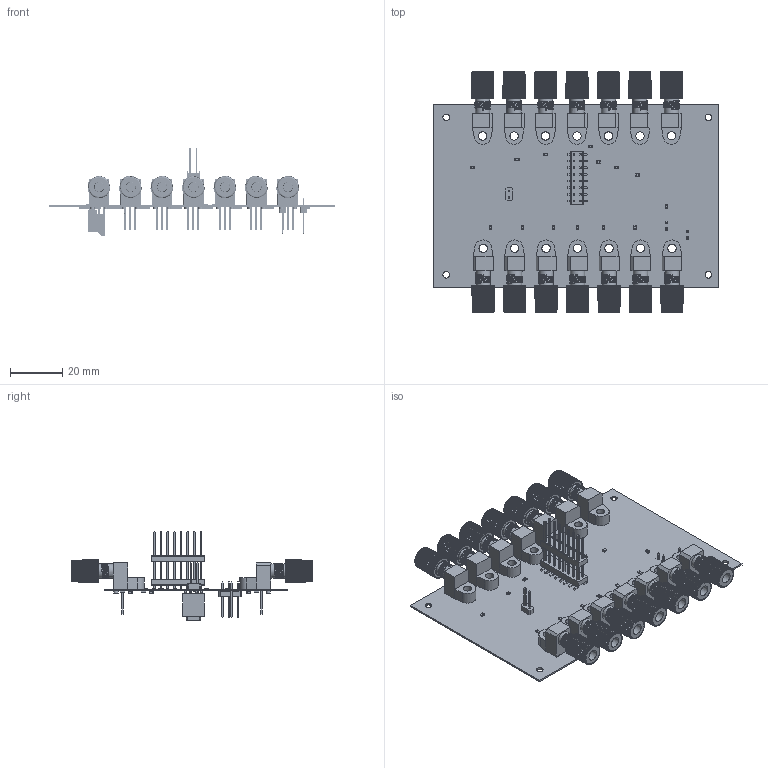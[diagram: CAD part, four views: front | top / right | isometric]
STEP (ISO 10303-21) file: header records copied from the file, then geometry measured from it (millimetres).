
FILE_DESCRIPTION(('Open CASCADE Model'),'2;1');
FILE_NAME('Open CASCADE Shape Model','2022-05-24T13:28:56',('Author'),( 'Open CASCADE'),'Open CASCADE STEP processor 6.8','Open CASCADE 6.8' ,'Unknown');
FILE_SCHEMA(('AUTOMOTIVE_DESIGN { 1 0 10303 214 1 1 1 1 }'));
Length unit declared in the file: millimetre
Products named in the file (89): PCB; Board; Open CASCADE STEP translator 6.8 2.1.1; 2kR; Res_Vishay_CRCW06033M90FKEC_eec; 1; 2; 3; Vishay_logo_-_Copy; Vishay_logo; I_Test; PRPC001DFAN-RC; Dual_TH_with_end_bump_format; Output_Test; Input_Test; 100nF14; Cap_KEMET_C0805C472J3HAC_eec; 100nF13; 100nF12; 100nF11; 100nF10; 33; 100nF8; 100nF7; 100nF6; 100nF5; 100nF4; 100nF3; 100nF2; 100nF1; R14; 5786025344; Extruded; 5786012944; 03R13; 03R12; 03R11; 03R10; 03R9; 03R8 ...
Assembly tree (195 placements, depth 4):
  PCB
    Board
      Open CASCADE STEP translator 6.8 2.1.1
    2kR
      Res_Vishay_CRCW06033M90FKEC_eec
        1
        2
        3
        Vishay_logo_-_Copy
        Vishay_logo
    2kR
      Res_Vishay_CRCW06033M90FKEC_eec
        1
        2
        3
        Vishay_logo_-_Copy
        Vishay_logo
    2kR
      Res_Vishay_CRCW06033M90FKEC_eec
        1
        2
        3
        Vishay_logo_-_Copy
        Vishay_logo
    2kR
      Res_Vishay_CRCW06033M90FKEC_eec
        1
        2
        3
        Vishay_logo_-_Copy
        Vishay_logo
    2kR
      Res_Vishay_CRCW06033M90FKEC_eec
        1
        2
        3
        Vishay_logo_-_Copy
        Vishay_logo
    2kR
      Res_Vishay_CRCW06033M90FKEC_eec
        1
        2
        3
        Vishay_logo_-_Copy
        Vishay_logo
    2kR
      Res_Vishay_CRCW06033M90FKEC_eec
        1
        2
        3
        Vishay_logo_-_Copy
        Vishay_logo
    2kR
      Res_Vishay_CRCW06033M90FKEC_eec
        1
        2
        3
        Vishay_logo_-_Copy
        Vishay_logo
    2kR
Bounding box: 109 x 91.98 x 33.78 mm (x, y, z)
Volume: 21801.6 mm3; surface area: 38558.9 mm2
Topology: 329 solids, 329 shells, 9135 faces, 33833 edges, 34994 vertices
Faces by surface type: plane 5209, bspline 1946, cylinder 874, cone 868, sphere 224, torus 14
Full cylindrical faces by diameter (mm): 1 x6, 1.575 x28, 2 x28, 2.5 x4, 3.15 x14, 3.175 x14, 3.556 x14, 3.607 x14, 4.115 x14, 5.461 x56, 6.223 x14
Entity records: 59632 total; most frequent: CARTESIAN_POINT 14707, ORIENTED_EDGE 7978, DIRECTION 7098, EDGE_CURVE 3989, LINE 2996, VECTOR 2996, VERTEX_POINT 2589, AXIS2_PLACEMENT_3D 2051
